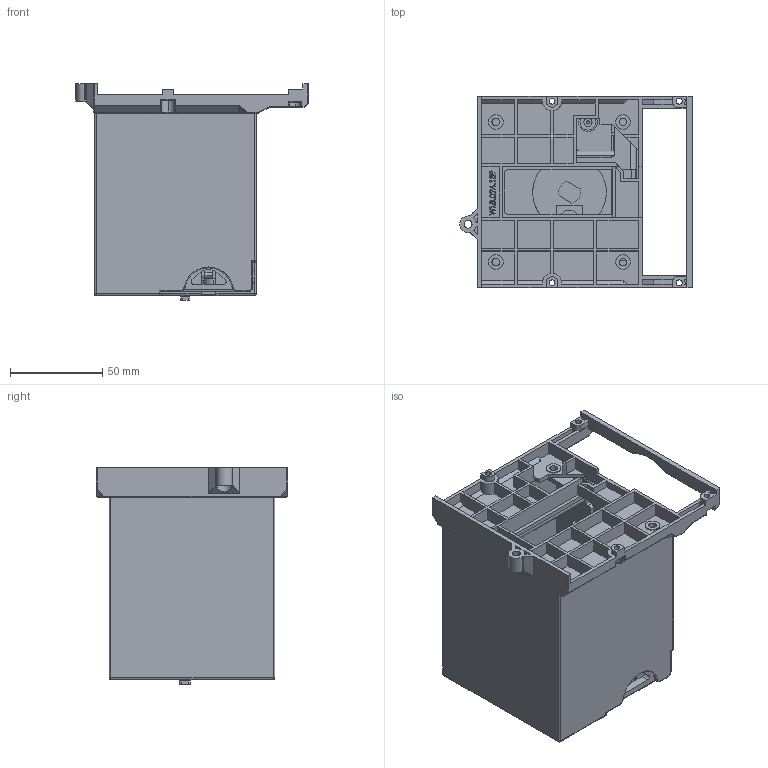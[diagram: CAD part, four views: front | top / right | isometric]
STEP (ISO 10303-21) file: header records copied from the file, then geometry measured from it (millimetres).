
FILE_DESCRIPTION((''),'2;1');
FILE_NAME('ASM0238_ASM','2020-08-28T13:16:24',('zhxmin'),(''),'CREO PARAMETRIC BY PTC INC, 2018020','CREO PARAMETRIC BY PTC INC, 2018020','');
FILE_SCHEMA(('CONFIG_CONTROL_DESIGN','SHAPE_APPEARANCE_LAYERS_GROUPS'));
Length unit declared in the file: metre
Products named in the file (14): SY8_261_007; SY8_260_000-967; SY8_260_000-1029; CD4______; _______SOLID_1; _______QUILT_1; _______QUILT_2; SY8_024_062__; __WF8_253_525; SY8_300_004; SY5_253_002; WL8_024_139GG_____________66___; CD4-250NM81_ASM; ASM0238_ASM
Assembly tree (13 placements, depth 3):
  ASM0238_ASM
    CD4-250NM81_ASM
      SY8_261_007
      SY8_260_000-967
      SY8_260_000-1029
      CD4______
      _______SOLID_1
      _______QUILT_1
      _______QUILT_2
      SY8_024_062__
      __WF8_253_525
      SY8_300_004
      SY5_253_002
      WL8_024_139GG_____________66___
Bounding box: 126 x 104 x 117.7 mm (x, y, z)
Volume: 145535.6 mm3; surface area: 148839.7 mm2
Topology: 10 solids, 12 shells, 1119 faces, 2969 edges, 1855 vertices
Faces by surface type: plane 586, cylinder 340, extrusion 63, sphere 51, torus 40, bspline 27, cone 12
Entity records: 46701 total; most frequent: CARTESIAN_POINT 10646, ORIENTED_EDGE 5832, DIRECTION 5621, EDGE_CURVE 2920, VECTOR 2029, LINE 1966, VERTEX_POINT 1855, AXIS2_PLACEMENT_3D 1796
